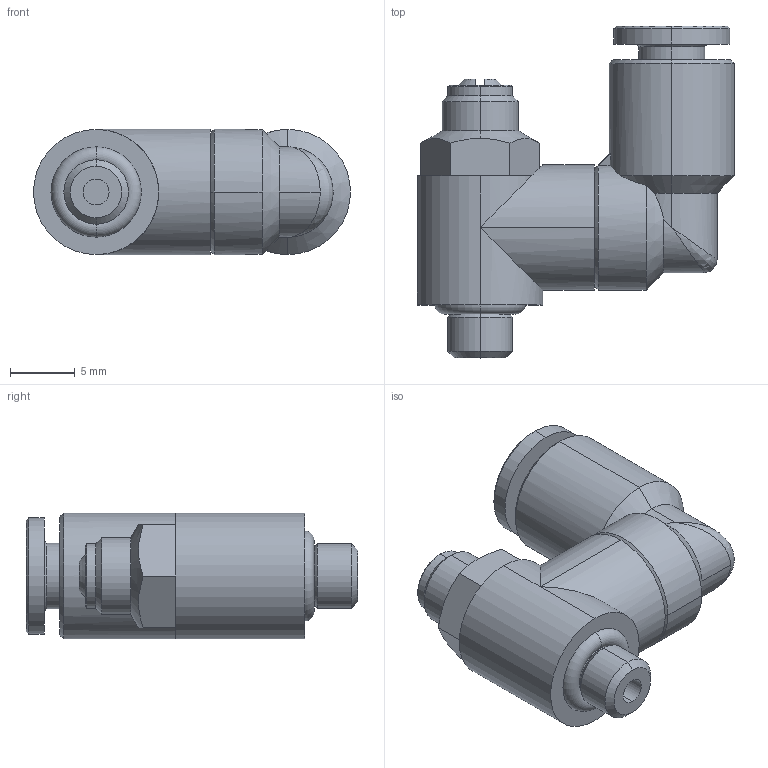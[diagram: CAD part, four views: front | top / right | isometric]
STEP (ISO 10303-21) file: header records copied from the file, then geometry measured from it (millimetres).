
FILE_DESCRIPTION (( 'STEP AP203' ), '1' );
FILE_NAME ('04180B10.STEP', '2010-04-29T09:14:05', ( '' ), ( 'sopra-pneumatic' ), 'SwSTEP 2.0', 'SolidWorks 2009', '' );
FILE_SCHEMA (( 'CONFIG_CONTROL_DESIGN' ));
Length unit declared in the file: millimetre
Products named in the file (1): 04180B10
Bounding box: 24.55 x 25.7 x 9.7 mm (x, y, z)
Volume: 2568 mm3; surface area: 1812.9 mm2
Topology: 1 solids, 3 shells, 113 faces, 253 edges, 155 vertices
Faces by surface type: cylinder 45, plane 36, cone 29, torus 2, bspline 1
Entity records: 3588 total; most frequent: CARTESIAN_POINT 1014, DIRECTION 545, ORIENTED_EDGE 502, EDGE_CURVE 251, AXIS2_PLACEMENT_3D 221, VERTEX_POINT 155, EDGE_LOOP 124, ADVANCED_FACE 113
